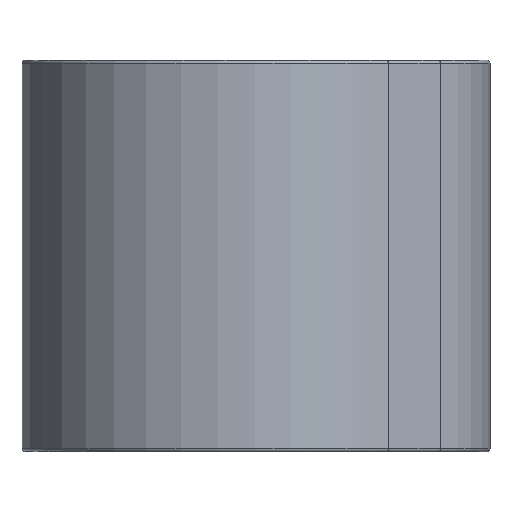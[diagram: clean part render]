
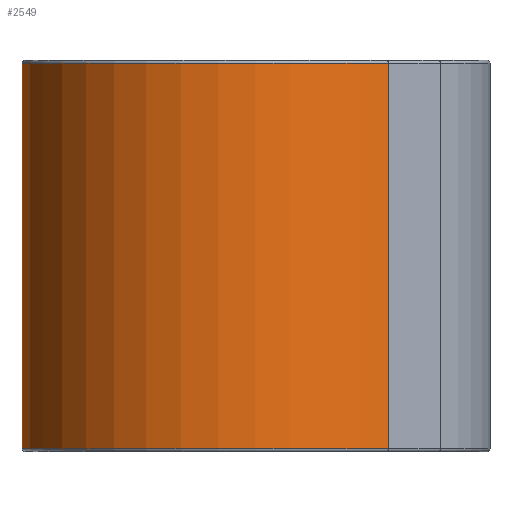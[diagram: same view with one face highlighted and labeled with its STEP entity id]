
A CAD part, left-side view. The second image highlights one B-rep face of the part: STEP entity #2549.
In plain terms, the highlighted cylindrical face has radius 7.1 mm (diameter 14.2 mm), a partial arc.
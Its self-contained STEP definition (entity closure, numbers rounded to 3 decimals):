
#479=DIRECTION('',(0.,0.,1.));
#480=VECTOR('',#479,12.5);
#481=CARTESIAN_POINT('',(-5.223,-4.81,-6.25));
#482=LINE('',#481,#480);
#483=CARTESIAN_POINT('',(0.,0.,6.25));
#484=DIRECTION('',(0.,0.,1.));
#485=DIRECTION('',(0.675,0.738,0.));
#486=AXIS2_PLACEMENT_3D('',#483,#484,#485);
#488=CARTESIAN_POINT('',(0.,0.,-6.25));
#489=DIRECTION('',(0.,0.,-1.));
#490=DIRECTION('',(-0.736,-0.677,0.));
#491=AXIS2_PLACEMENT_3D('',#488,#489,#490);
#493=DIRECTION('',(0.,0.,1.));
#494=VECTOR('',#493,12.5);
#495=CARTESIAN_POINT('',(4.79,5.241,-6.25));
#496=LINE('',#495,#494);
#1669=CARTESIAN_POINT('',(4.79,5.241,6.25));
#1671=VERTEX_POINT('',#1669);
#1674=CARTESIAN_POINT('',(-5.223,-4.81,6.25));
#1675=VERTEX_POINT('',#1674);
#1710=CARTESIAN_POINT('',(-5.223,-4.81,-6.25));
#1711=VERTEX_POINT('',#1710);
#1714=CARTESIAN_POINT('',(4.79,5.241,-6.25));
#1715=VERTEX_POINT('',#1714);
#2537=CARTESIAN_POINT('',(0.,0.,-6.35));
#2538=DIRECTION('',(0.,0.,1.));
#2539=DIRECTION('',(1.,0.,0.));
#2540=AXIS2_PLACEMENT_3D('',#2537,#2538,#2539);
#2541=CYLINDRICAL_SURFACE('',#2540,7.1);
#2542=ORIENTED_EDGE('',*,*,#2385,.T.);
#2543=ORIENTED_EDGE('',*,*,#2532,.F.);
#2544=ORIENTED_EDGE('',*,*,#2023,.T.);
#2546=ORIENTED_EDGE('',*,*,#2545,.T.);
#2547=EDGE_LOOP('',(#2542,#2543,#2544,#2546));
#2548=FACE_OUTER_BOUND('',#2547,.F.);
#2549=ADVANCED_FACE('',(#2548),#2541,.T.);
#487=CIRCLE('',#486,7.1);
#492=CIRCLE('',#491,7.1);
#2023=EDGE_CURVE('',#1711,#1715,#492,.T.);
#2385=EDGE_CURVE('',#1671,#1675,#487,.T.);
#2532=EDGE_CURVE('',#1711,#1675,#482,.T.);
#2545=EDGE_CURVE('',#1715,#1671,#496,.T.);
